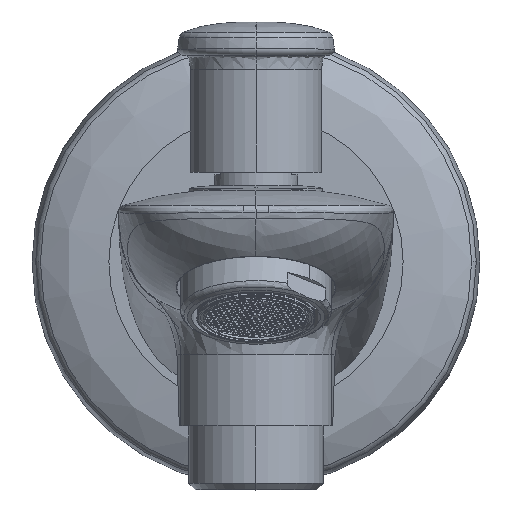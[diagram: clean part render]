
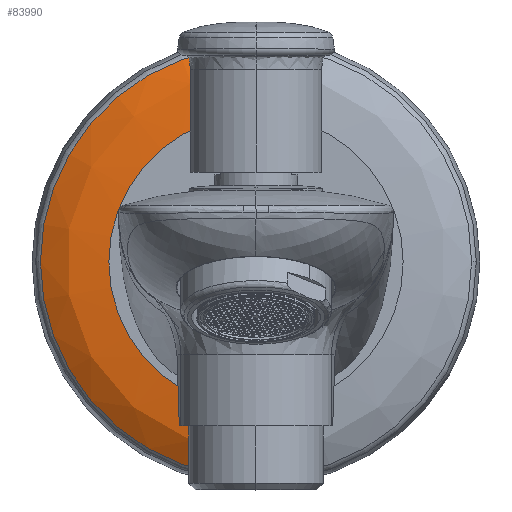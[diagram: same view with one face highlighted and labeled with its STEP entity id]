
A CAD part, top view. The second image highlights one B-rep face of the part: STEP entity #83990.
In plain terms, the highlighted face is a revolution surface.
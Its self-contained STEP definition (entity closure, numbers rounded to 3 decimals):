
#83566=CARTESIAN_POINT('',(0.,23.,0.5));
#83567=CARTESIAN_POINT('',(0.,25.5,0.5));
#83568=CARTESIAN_POINT('',(0.,29.693,0.5));
#83569=CARTESIAN_POINT('',(0.,33.691,-2.368));
#83571=CARTESIAN_POINT('',(0.,0.,-2.368));
#83572=DIRECTION('',(0.,0.,1.));
#83573=DIRECTION('',(-1.,0.,0.));
#83574=AXIS2_PLACEMENT_3D('',#83571,#83572,#83573);
#83576=CARTESIAN_POINT('',(0.,0.,-2.368));
#83577=DIRECTION('',(0.,0.,1.));
#83578=DIRECTION('',(0.,1.,0.));
#83579=AXIS2_PLACEMENT_3D('',#83576,#83577,#83578);
#83591=CARTESIAN_POINT('',(0.,-23.,0.5));
#83592=CARTESIAN_POINT('',(0.,-25.5,0.5));
#83593=CARTESIAN_POINT('',(0.,-29.693,0.5));
#83594=CARTESIAN_POINT('',(0.,-33.691,-2.368));
#83732=CARTESIAN_POINT('',(0.,0.,0.5));
#83733=DIRECTION('',(0.,0.,1.));
#83734=DIRECTION('',(0.,1.,0.));
#83735=AXIS2_PLACEMENT_3D('',#83732,#83733,#83734);
#83870=CARTESIAN_POINT('',(-33.691,0.,-2.368));
#83872=VERTEX_POINT('',#83870);
#83875=CARTESIAN_POINT('',(0.,-33.691,-2.368));
#83876=VERTEX_POINT('',#83875);
#83885=CARTESIAN_POINT('',(0.,23.,0.5));
#83886=CARTESIAN_POINT('',(0.,-23.,0.5));
#83887=VERTEX_POINT('',#83885);
#83888=VERTEX_POINT('',#83886);
#83889=CARTESIAN_POINT('',(0.,33.691,-2.368));
#83890=VERTEX_POINT('',#83889);
#83969=CARTESIAN_POINT('',(0.,-33.782,-2.434));
#83970=CARTESIAN_POINT('',(0.,-29.757,0.5));
#83971=CARTESIAN_POINT('',(0.,-25.456,0.5));
#83972=CARTESIAN_POINT('',(0.,-22.926,0.5));
#83973=CARTESIAN_POINT('',(0.,-22.89,0.5));
#83975=CARTESIAN_POINT('',(0.,0.,-0.934));
#83976=DIRECTION('',(0.,0.,1.));
#83977=AXIS1_PLACEMENT('',#83975,#83976);
#83978=SURFACE_OF_REVOLUTION('',#83974,#83977);
#83980=ORIENTED_EDGE('',*,*,#83979,.F.);
#83982=ORIENTED_EDGE('',*,*,#83981,.T.);
#83984=ORIENTED_EDGE('',*,*,#83983,.T.);
#83986=ORIENTED_EDGE('',*,*,#83985,.F.);
#83987=ORIENTED_EDGE('',*,*,#83954,.F.);
#83988=EDGE_LOOP('',(#83980,#83982,#83984,#83986,#83987));
#83989=FACE_OUTER_BOUND('',#83988,.F.);
#83990=ADVANCED_FACE('',(#83989),#83978,.T.);
#83570=B_SPLINE_CURVE_WITH_KNOTS('',3,(#83566,#83567,#83568,#83569),
.UNSPECIFIED.,.F.,.F.,(4,4),(0.,1.),.UNSPECIFIED.);
#83575=CIRCLE('',#83574,33.691);
#83580=CIRCLE('',#83579,33.691);
#83595=B_SPLINE_CURVE_WITH_KNOTS('',3,(#83591,#83592,#83593,#83594),
.UNSPECIFIED.,.F.,.F.,(4,4),(0.,1.),.UNSPECIFIED.);
#83736=CIRCLE('',#83735,23.);
#83954=EDGE_CURVE('',#83890,#83872,#83580,.T.);
#83974=B_SPLINE_CURVE_WITH_KNOTS('',3,(#83969,#83970,#83971,#83972,#83973),
.UNSPECIFIED.,.F.,.F.,(4,1,4),(0.,0.985,1.),.UNSPECIFIED.);
#83979=EDGE_CURVE('',#83887,#83890,#83570,.T.);
#83981=EDGE_CURVE('',#83887,#83888,#83736,.T.);
#83983=EDGE_CURVE('',#83888,#83876,#83595,.T.);
#83985=EDGE_CURVE('',#83872,#83876,#83575,.T.);
